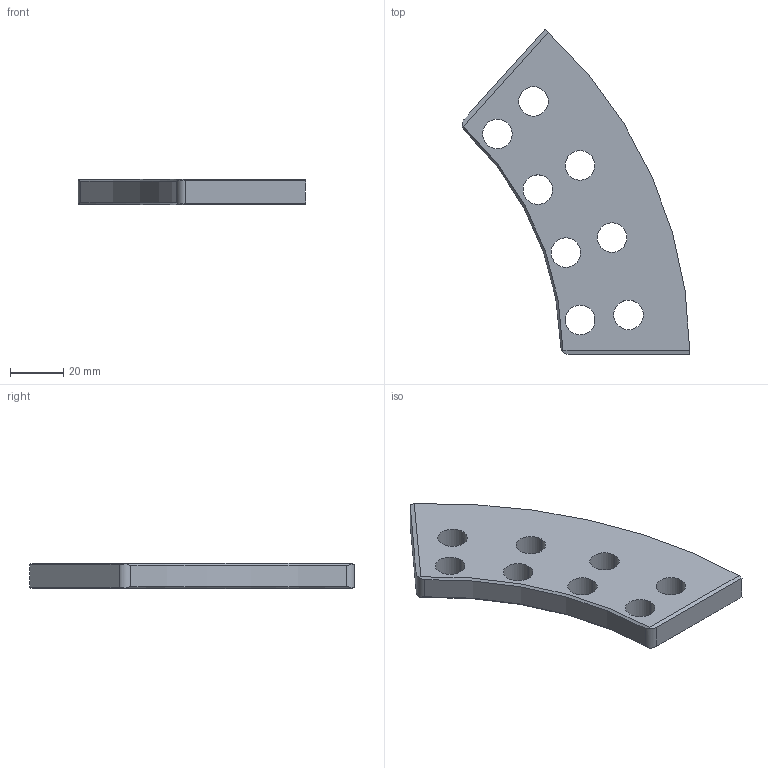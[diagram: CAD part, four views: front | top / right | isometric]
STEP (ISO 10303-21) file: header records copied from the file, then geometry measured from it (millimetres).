
FILE_DESCRIPTION (( 'STEP AP203' ), '1' );
FILE_NAME ('M7845.STEP', '2022-04-26T20:47:56', ( '' ), ( '' ), 'SwSTEP 2.0', 'SolidWorks 2020', '' );
FILE_SCHEMA (( 'CONFIG_CONTROL_DESIGN' ));
Length unit declared in the file: inch
Products named in the file (1): M7845
Bounding box: 85.47 x 122.09 x 9.49 mm (x, y, z)
Volume: 46236.9 mm3; surface area: 15419 mm2
Topology: 1 solids, 1 shells, 31 faces, 87 edges, 58 vertices
Faces by surface type: cylinder 19, plane 8, torus 2, cone 2
Entity records: 1163 total; most frequent: CARTESIAN_POINT 245, DIRECTION 178, ORIENTED_EDGE 174, EDGE_CURVE 87, AXIS2_PLACEMENT_3D 75, VERTEX_POINT 58, EDGE_LOOP 47, CIRCLE 43
